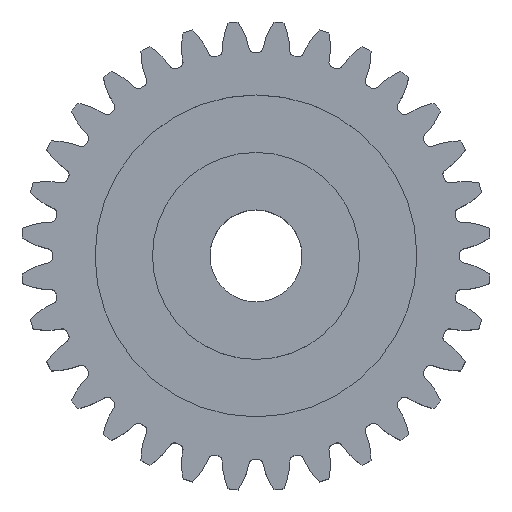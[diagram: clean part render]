
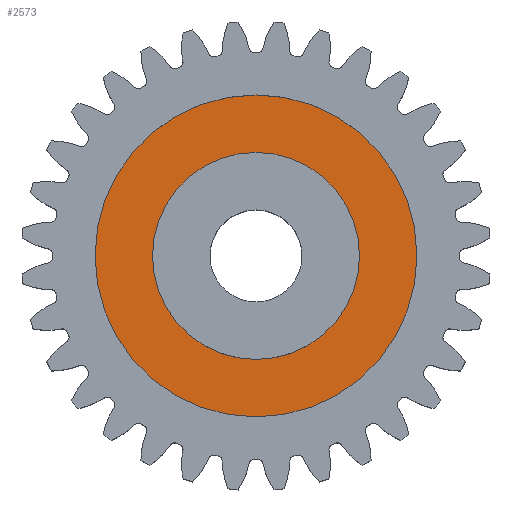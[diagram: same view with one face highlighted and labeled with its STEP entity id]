
A CAD part, top view. The second image highlights one B-rep face of the part: STEP entity #2573.
In plain terms, the highlighted planar face has unit normal (0, 0, 1).
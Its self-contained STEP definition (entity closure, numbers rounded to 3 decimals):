
#152 = VERTEX_POINT ( 'NONE', #3260 ) ;
#159 = VERTEX_POINT ( 'NONE', #3185 ) ;
#161 = EDGE_CURVE ( 'NONE', #159, #152, #3251, .T. ) ;
#905 = VERTEX_POINT ( 'NONE', #4577 ) ;
#906 = EDGE_CURVE ( 'NONE', #905, #919, #4581, .T. ) ;
#919 = VERTEX_POINT ( 'NONE', #4507 ) ;
#2573 = ADVANCED_FACE ( 'NONE', ( #7198, #7197 ), #7199, .F. ) ;
#2580 = EDGE_CURVE ( 'NONE', #152, #159, #7218, .T. ) ;
#2641 = ORIENTED_EDGE ( 'NONE', *, *, #2683, .T. ) ;
#2642 = EDGE_LOOP ( 'NONE', ( #2956, #2685 ) ) ;
#2683 = EDGE_CURVE ( 'NONE', #919, #905, #7229, .T. ) ;
#2684 = ORIENTED_EDGE ( 'NONE', *, *, #906, .T. ) ;
#2685 = ORIENTED_EDGE ( 'NONE', *, *, #161, .F. ) ;
#2693 = EDGE_LOOP ( 'NONE', ( #2684, #2641 ) ) ;
#2956 = ORIENTED_EDGE ( 'NONE', *, *, #2580, .F. ) ;
#3185 = CARTESIAN_POINT ( 'NONE',  ( 14., 0., 7.75 ) ) ;
#3215 = DIRECTION ( 'NONE',  ( -1., 0., 0. ) ) ;
#3216 = DIRECTION ( 'NONE',  ( 0., 0., -1. ) ) ;
#3217 = CARTESIAN_POINT ( 'NONE',  ( 0., 0., 7.75 ) ) ;
#3251 = CIRCLE ( 'NONE', #3313, 14. ) ;
#3260 = CARTESIAN_POINT ( 'NONE',  ( -14., 0., 7.75 ) ) ;
#3313 = AXIS2_PLACEMENT_3D ( 'NONE', #3217, #3216, #3215 ) ;
#4507 = CARTESIAN_POINT ( 'NONE',  ( 9., 0., 7.75 ) ) ;
#4571 = DIRECTION ( 'NONE',  ( -1., 0., 0. ) ) ;
#4572 = DIRECTION ( 'NONE',  ( 0., 0., -1. ) ) ;
#4577 = CARTESIAN_POINT ( 'NONE',  ( -9., 0., 7.75 ) ) ;
#4581 = CIRCLE ( 'NONE', #4584, 9. ) ;
#4584 = AXIS2_PLACEMENT_3D ( 'NONE', #4623, #4572, #4571 ) ;
#4623 = CARTESIAN_POINT ( 'NONE',  ( 0., 0., 7.75 ) ) ;
#7052 = AXIS2_PLACEMENT_3D ( 'NONE', #7212, #7211, #7055 ) ;
#7055 = DIRECTION ( 'NONE',  ( -1., 0., 0. ) ) ;
#7197 = FACE_OUTER_BOUND ( 'NONE', #2642, .T. ) ;
#7198 = FACE_BOUND ( 'NONE', #2693, .T. ) ;
#7199 = PLANE ( 'NONE',  #7052 ) ;
#7211 = DIRECTION ( 'NONE',  ( 0., 0., -1. ) ) ;
#7212 = CARTESIAN_POINT ( 'NONE',  ( 0., 0., 7.75 ) ) ;
#7218 = CIRCLE ( 'NONE', #7299, 14. ) ;
#7221 = DIRECTION ( 'NONE',  ( -1., 0., 0. ) ) ;
#7222 = DIRECTION ( 'NONE',  ( 0., 0., -1. ) ) ;
#7224 = DIRECTION ( 'NONE',  ( -1., 0., 0. ) ) ;
#7225 = DIRECTION ( 'NONE',  ( 0., 0., -1. ) ) ;
#7226 = CARTESIAN_POINT ( 'NONE',  ( 0., 0., 7.75 ) ) ;
#7227 = AXIS2_PLACEMENT_3D ( 'NONE', #7226, #7225, #7224 ) ;
#7229 = CIRCLE ( 'NONE', #7227, 9. ) ;
#7299 = AXIS2_PLACEMENT_3D ( 'NONE', #7338, #7222, #7221 ) ;
#7338 = CARTESIAN_POINT ( 'NONE',  ( 0., 0., 7.75 ) ) ;
